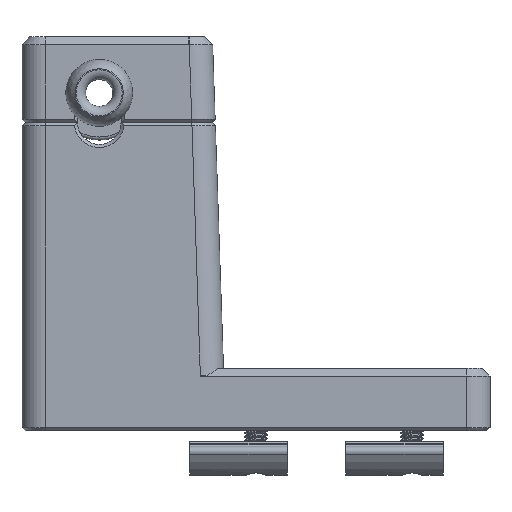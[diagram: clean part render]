
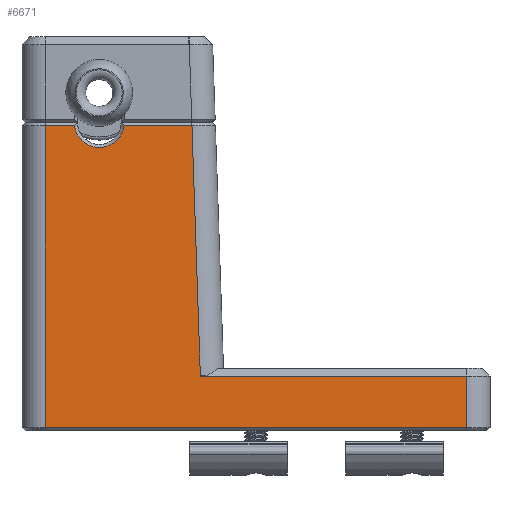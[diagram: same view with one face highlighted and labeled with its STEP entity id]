
A CAD part, top view. The second image highlights one B-rep face of the part: STEP entity #6671.
In plain terms, the highlighted face is planar.
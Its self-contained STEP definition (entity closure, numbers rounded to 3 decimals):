
#361=B_SPLINE_CURVE_WITH_KNOTS('',3,(#12740,#12741,#12742,#12743),
 .UNSPECIFIED.,.F.,.F.,(4,4),(-1.571,-1.566),
 .UNSPECIFIED.);
#678=PLANE('',#7315);
#1091=FACE_OUTER_BOUND('',#1511,.T.);
#1511=EDGE_LOOP('',(#5486,#5487,#5488,#5489,#5490,#5491,#5492,#5493,#5494));
#1768=LINE('',#12598,#2139);
#1779=LINE('',#12648,#2150);
#1793=LINE('',#12772,#2164);
#1797=LINE('',#12793,#2168);
#1812=LINE('',#12848,#2183);
#1816=LINE('',#12856,#2187);
#1833=LINE('',#12910,#2204);
#2139=VECTOR('',#8265,10.);
#2150=VECTOR('',#8294,10.);
#2164=VECTOR('',#8334,10.);
#2168=VECTOR('',#8356,10.);
#2183=VECTOR('',#8425,10.);
#2187=VECTOR('',#8431,10.);
#2204=VECTOR('',#8498,10.);
#2557=CIRCLE('',#7228,3.2);
#2973=VERTEX_POINT('',#12582);
#2974=VERTEX_POINT('',#12586);
#2977=VERTEX_POINT('',#12596);
#2989=VERTEX_POINT('',#12647);
#2994=VERTEX_POINT('',#12685);
#3000=VERTEX_POINT('',#12771);
#3008=VERTEX_POINT('',#12792);
#3021=VERTEX_POINT('',#12846);
#3023=VERTEX_POINT('',#12851);
#3784=EDGE_CURVE('',#2973,#2974,#2557,.T.);
#3789=EDGE_CURVE('',#2977,#2973,#1768,.T.);
#3807=EDGE_CURVE('',#2974,#2989,#1779,.T.);
#3824=EDGE_CURVE('',#2989,#2994,#361,.T.);
#3830=EDGE_CURVE('',#2994,#3000,#1793,.T.);
#3840=EDGE_CURVE('',#3000,#3008,#1797,.T.);
#3867=EDGE_CURVE('',#3008,#3021,#1812,.T.);
#3871=EDGE_CURVE('',#3021,#3023,#1816,.T.);
#3898=EDGE_CURVE('',#3023,#2977,#1833,.T.);
#5486=ORIENTED_EDGE('',*,*,#3784,.F.);
#5487=ORIENTED_EDGE('',*,*,#3789,.F.);
#5488=ORIENTED_EDGE('',*,*,#3898,.F.);
#5489=ORIENTED_EDGE('',*,*,#3871,.F.);
#5490=ORIENTED_EDGE('',*,*,#3867,.F.);
#5491=ORIENTED_EDGE('',*,*,#3840,.F.);
#5492=ORIENTED_EDGE('',*,*,#3830,.F.);
#5493=ORIENTED_EDGE('',*,*,#3824,.F.);
#5494=ORIENTED_EDGE('',*,*,#3807,.F.);
#6671=ADVANCED_FACE('',(#1091),#678,.T.);
#7228=AXIS2_PLACEMENT_3D('',#12587,#8257,#8258);
#7315=AXIS2_PLACEMENT_3D('',#12911,#8499,#8500);
#8257=DIRECTION('center_axis',(0.,1.,0.));
#8258=DIRECTION('ref_axis',(-1.,0.,0.));
#8265=DIRECTION('',(-1.,0.,0.));
#8294=DIRECTION('',(-1.,0.,0.));
#8334=DIRECTION('',(-0.034,0.,-0.999));
#8356=DIRECTION('',(-1.,0.,0.));
#8425=DIRECTION('',(0.,0.,-1.));
#8431=DIRECTION('',(1.,0.,0.));
#8498=DIRECTION('',(0.,0.,1.));
#8499=DIRECTION('center_axis',(0.,1.,0.));
#8500=DIRECTION('ref_axis',(-1.,0.,0.));
#12582=CARTESIAN_POINT('',(13.27,10.,39.1));
#12586=CARTESIAN_POINT('',(6.921,10.,39.1));
#12587=CARTESIAN_POINT('Origin',(10.096,10.,39.5));
#12596=CARTESIAN_POINT('',(17.,10.,39.1));
#12598=CARTESIAN_POINT('',(15.,10.,39.1));
#12647=CARTESIAN_POINT('',(-1.774,10.,39.1));
#12648=CARTESIAN_POINT('',(15.,10.,39.1));
#12685=CARTESIAN_POINT('',(-1.788,10.,39.1));
#12740=CARTESIAN_POINT('Ctrl Pts',(-1.774,10.,39.1));
#12741=CARTESIAN_POINT('Ctrl Pts',(-1.779,10.,39.1));
#12742=CARTESIAN_POINT('Ctrl Pts',(-1.783,10.,39.1));
#12743=CARTESIAN_POINT('Ctrl Pts',(-1.788,10.,39.1));
#12771=CARTESIAN_POINT('',(-2.864,10.,7.));
#12772=CARTESIAN_POINT('',(-2.425,10.,20.087));
#12792=CARTESIAN_POINT('',(-37.,10.,7.));
#12793=CARTESIAN_POINT('',(0.,10.,7.));
#12846=CARTESIAN_POINT('',(-37.,10.,0.4));
#12848=CARTESIAN_POINT('',(-37.,10.,0.));
#12851=CARTESIAN_POINT('',(17.,10.,0.4));
#12856=CARTESIAN_POINT('',(15.,10.,0.4));
#12910=CARTESIAN_POINT('',(17.,10.,0.));
#12911=CARTESIAN_POINT('Origin',(20.,10.,0.));
